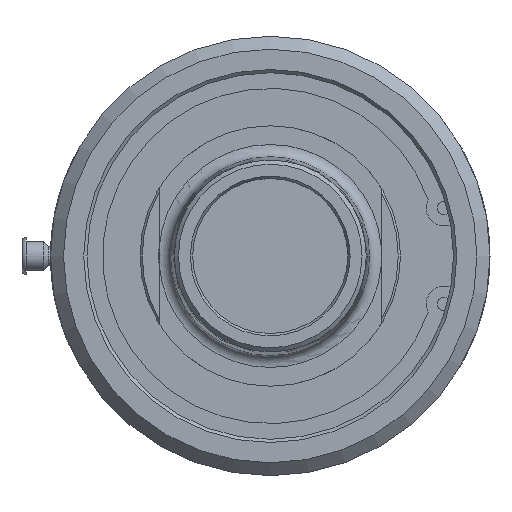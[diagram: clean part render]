
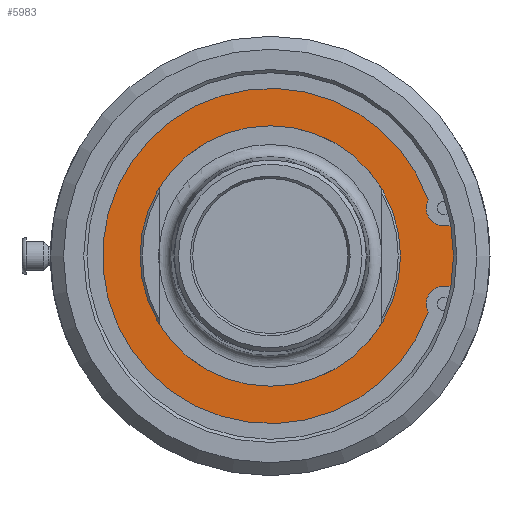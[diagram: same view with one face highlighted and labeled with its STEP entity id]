
A CAD part, left-side view. The second image highlights one B-rep face of the part: STEP entity #5983.
In plain terms, the highlighted planar face has unit normal (-1, 0, 0).
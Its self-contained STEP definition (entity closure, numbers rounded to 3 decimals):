
#70=FACE_BOUND('',#2041,.T.);
#646=LINE('',#51044,#977);
#653=LINE('',#51069,#984);
#977=VECTOR('',#7407,5.368);
#984=VECTOR('',#7430,5.368);
#1199=CIRCLE('',#6372,4.343);
#1201=CIRCLE('',#6375,41.183);
#1203=CIRCLE('',#6378,4.343);
#1206=CIRCLE('',#6383,48.6);
#1209=CIRCLE('',#6388,28.125);
#1210=CIRCLE('',#6389,28.125);
#1347=PLANE('',#6387);
#1663=FACE_OUTER_BOUND('',#2040,.T.);
#2040=EDGE_LOOP('',(#5429,#5430,#5431,#5432,#5433,#5434));
#2041=EDGE_LOOP('',(#5435,#5436));
#2895=VERTEX_POINT('',#51041);
#2896=VERTEX_POINT('',#51043);
#2905=VERTEX_POINT('',#51066);
#2906=VERTEX_POINT('',#51068);
#2907=VERTEX_POINT('',#51072);
#2909=VERTEX_POINT('',#51078);
#2912=VERTEX_POINT('',#51095);
#2913=VERTEX_POINT('',#51096);
#3743=EDGE_CURVE('',#2896,#2895,#646,.T.);
#3755=EDGE_CURVE('',#2906,#2905,#653,.T.);
#3757=EDGE_CURVE('',#2905,#2907,#1199,.T.);
#3760=EDGE_CURVE('',#2907,#2909,#1201,.T.);
#3763=EDGE_CURVE('',#2909,#2896,#1203,.T.);
#3766=EDGE_CURVE('',#2906,#2895,#1206,.T.);
#3769=EDGE_CURVE('',#2912,#2913,#1209,.T.);
#3770=EDGE_CURVE('',#2913,#2912,#1210,.T.);
#5429=ORIENTED_EDGE('',*,*,#3755,.T.);
#5430=ORIENTED_EDGE('',*,*,#3757,.T.);
#5431=ORIENTED_EDGE('',*,*,#3760,.T.);
#5432=ORIENTED_EDGE('',*,*,#3763,.T.);
#5433=ORIENTED_EDGE('',*,*,#3743,.T.);
#5434=ORIENTED_EDGE('',*,*,#3766,.F.);
#5435=ORIENTED_EDGE('',*,*,#3769,.T.);
#5436=ORIENTED_EDGE('',*,*,#3770,.T.);
#5983=ADVANCED_FACE('',(#1663,#70),#1347,.T.);
#6372=AXIS2_PLACEMENT_3D('',#51073,#7434,#7435);
#6375=AXIS2_PLACEMENT_3D('',#51079,#7441,#7442);
#6378=AXIS2_PLACEMENT_3D('',#51084,#7448,#7449);
#6383=AXIS2_PLACEMENT_3D('',#51089,#7458,#7459);
#6387=AXIS2_PLACEMENT_3D('',#51094,#7466,#7467);
#6388=AXIS2_PLACEMENT_3D('',#51097,#7468,#7469);
#6389=AXIS2_PLACEMENT_3D('',#51098,#7470,#7471);
#7407=DIRECTION('',(0.,-1.,0.));
#7430=DIRECTION('',(0.,1.,0.));
#7434=DIRECTION('center_axis',(1.,0.,0.));
#7435=DIRECTION('ref_axis',(0.,0.887,0.462));
#7441=DIRECTION('center_axis',(-1.,0.,0.));
#7442=DIRECTION('ref_axis',(0.,0.942,-0.335));
#7448=DIRECTION('center_axis',(1.,0.,0.));
#7449=DIRECTION('ref_axis',(0.,0.,1.));
#7458=DIRECTION('center_axis',(1.,0.,0.));
#7459=DIRECTION('ref_axis',(0.,1.,0.));
#7466=DIRECTION('center_axis',(-1.,0.,0.));
#7467=DIRECTION('ref_axis',(0.,0.,1.));
#7468=DIRECTION('center_axis',(1.,0.,0.));
#7469=DIRECTION('ref_axis',(0.,1.,0.));
#7470=DIRECTION('center_axis',(1.,0.,0.));
#7471=DIRECTION('ref_axis',(0.,1.,0.));
#51041=CARTESIAN_POINT('',(6.32,-48.027,-7.442));
#51043=CARTESIAN_POINT('',(6.32,-42.658,-7.442));
#51044=CARTESIAN_POINT('',(6.32,-42.658,-7.442));
#51066=CARTESIAN_POINT('',(6.32,-42.658,7.442));
#51068=CARTESIAN_POINT('',(6.32,-48.027,7.442));
#51069=CARTESIAN_POINT('',(6.32,-48.027,7.442));
#51072=CARTESIAN_POINT('',(6.32,-38.806,13.791));
#51073=CARTESIAN_POINT('Origin',(6.32,-42.658,11.786));
#51078=CARTESIAN_POINT('',(6.32,-38.806,-13.791));
#51079=CARTESIAN_POINT('Origin',(6.32,0.,0.));
#51084=CARTESIAN_POINT('Origin',(6.32,-42.658,-11.786));
#51089=CARTESIAN_POINT('Origin',(6.32,0.,0.));
#51094=CARTESIAN_POINT('Origin',(6.32,36.8,0.));
#51095=CARTESIAN_POINT('',(6.32,28.125,0.));
#51096=CARTESIAN_POINT('',(6.32,-28.125,0.));
#51097=CARTESIAN_POINT('Origin',(6.32,0.,0.));
#51098=CARTESIAN_POINT('Origin',(6.32,0.,0.));
